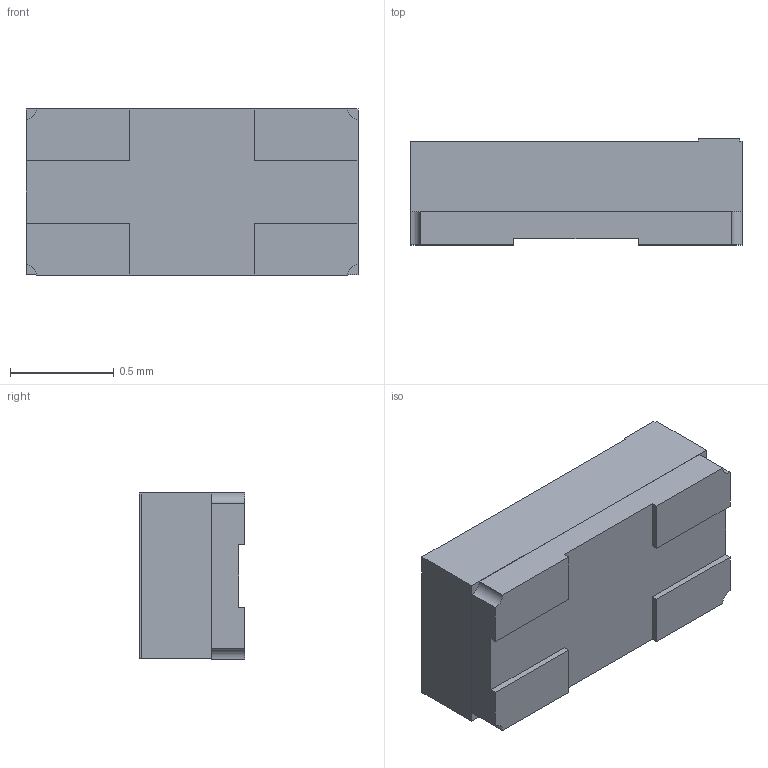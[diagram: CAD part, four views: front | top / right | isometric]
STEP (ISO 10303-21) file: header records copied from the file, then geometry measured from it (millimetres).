
FILE_DESCRIPTION (( 'STEP AP214' ), '1' );
FILE_NAME ('User Library-HSMF-C16x.STEP', '2017-04-10T14:18:47', ( 'Windows User' ), ( '' ), 'SwSTEP 2.0', 'SolidWorks 2017', '' );
FILE_SCHEMA (( 'AUTOMOTIVE_DESIGN' ));
Length unit declared in the file: millimetre
Products named in the file (3): User Library-HSMF-C16x_HSMF-C16x_glass; User Library-HSMF-C16x_HSMF-C16x; User Library-HSMF-C16x
Assembly tree (2 placements, depth 2):
  User Library-HSMF-C16x
    User Library-HSMF-C16x_HSMF-C16x
    User Library-HSMF-C16x_HSMF-C16x_glass
Bounding box: 1.6 x 0.51 x 0.8 mm (x, y, z)
Volume: 0.6 mm3; surface area: 7.7 mm2
Topology: 2 solids, 2 shells, 42 faces, 108 edges, 72 vertices
Faces by surface type: plane 38, cylinder 4
Entity records: 1832 total; most frequent: CARTESIAN_POINT 227, ORIENTED_EDGE 216, DIRECTION 210, EDGE_CURVE 108, VECTOR 100, LINE 100, VERTEX_POINT 72, AXIS2_PLACEMENT_3D 55
